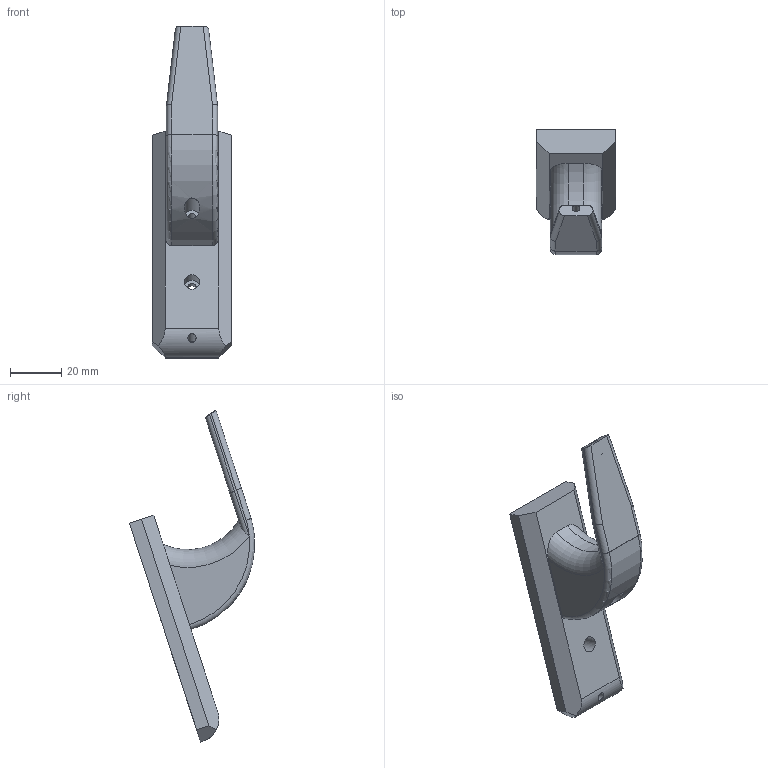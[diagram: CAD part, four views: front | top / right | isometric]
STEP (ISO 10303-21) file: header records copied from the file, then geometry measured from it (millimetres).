
FILE_DESCRIPTION(/* description */ (''),/* implementation_level */ '2;1');
FILE_NAME(/* name */ 'Trigger Guard.step',/* time_stamp */ '2021-02-23T19:31:29-06:00',/* author */ (''),/* organization */ (''),/* preprocessor_version */ 'ST-DEVELOPER v18.1',/* originating_system */ 'Autodesk Translation Framework v9.7.1.1290',/* authorisation */ '');
FILE_SCHEMA (('AUTOMOTIVE_DESIGN { 1 0 10303 214 3 1 1 }'));
Length unit declared in the file: millimetre
Products named in the file (1): Trigger Guard
Bounding box: 31 x 48.93 x 129.83 mm (x, y, z)
Volume: 44049.5 mm3; surface area: 13669.4 mm2
Topology: 2 solids, 2 shells, 55 faces, 136 edges, 89 vertices
Faces by surface type: plane 30, cylinder 19, torus 4, sphere 2
Full cylindrical faces by diameter (mm): 3 x1, 3.2 x4, 6 x2
Entity records: 1838 total; most frequent: CARTESIAN_POINT 460, DIRECTION 277, ORIENTED_EDGE 272, EDGE_CURVE 136, AXIS2_PLACEMENT_3D 100, VERTEX_POINT 89, LINE 77, VECTOR 77
